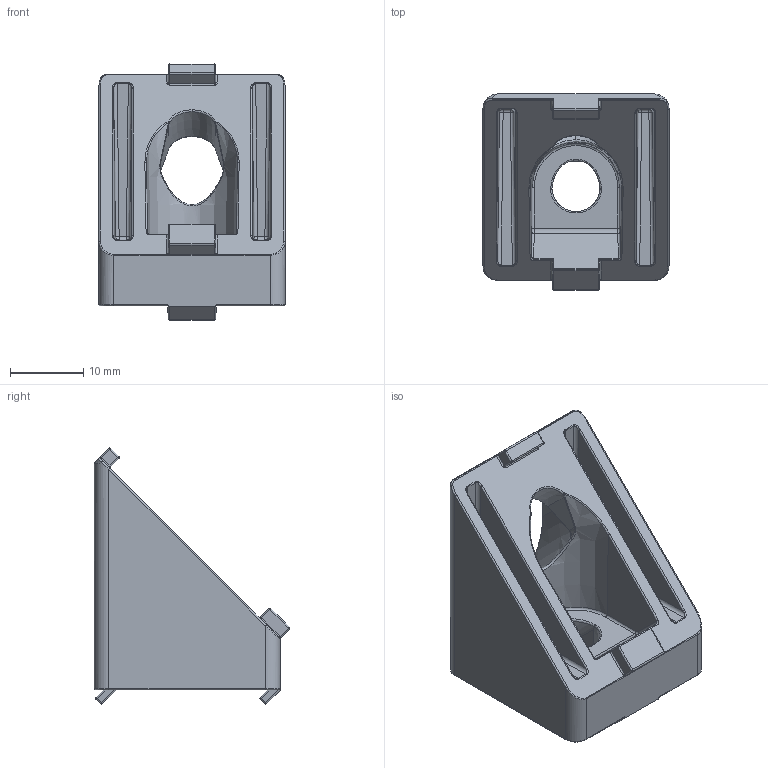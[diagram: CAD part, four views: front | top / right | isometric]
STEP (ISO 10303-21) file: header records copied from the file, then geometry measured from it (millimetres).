
FILE_DESCRIPTION (( 'STEP AP203' ), '1' );
FILE_NAME ('151042.step', '2021-06-03T16:11:47', ( '' ), ( '' ), 'SwSTEP 2.0', 'SolidWorks 2021', '' );
FILE_SCHEMA (( 'CONFIG_CONTROL_DESIGN' ));
Length unit declared in the file: millimetre
Products named in the file (1): 151042
Bounding box: 25.4 x 26.71 x 34.94 mm (x, y, z)
Volume: 7909.1 mm3; surface area: 5413.9 mm2
Topology: 1 solids, 1 shells, 324 faces, 766 edges, 424 vertices
Faces by surface type: cylinder 126, bspline 83, plane 56, sphere 40, torus 14, cone 5
Entity records: 11543 total; most frequent: CARTESIAN_POINT 4855, ORIENTED_EDGE 1476, DIRECTION 1307, EDGE_CURVE 738, AXIS2_PLACEMENT_3D 522, VERTEX_POINT 420, EDGE_LOOP 332, ADVANCED_FACE 324
